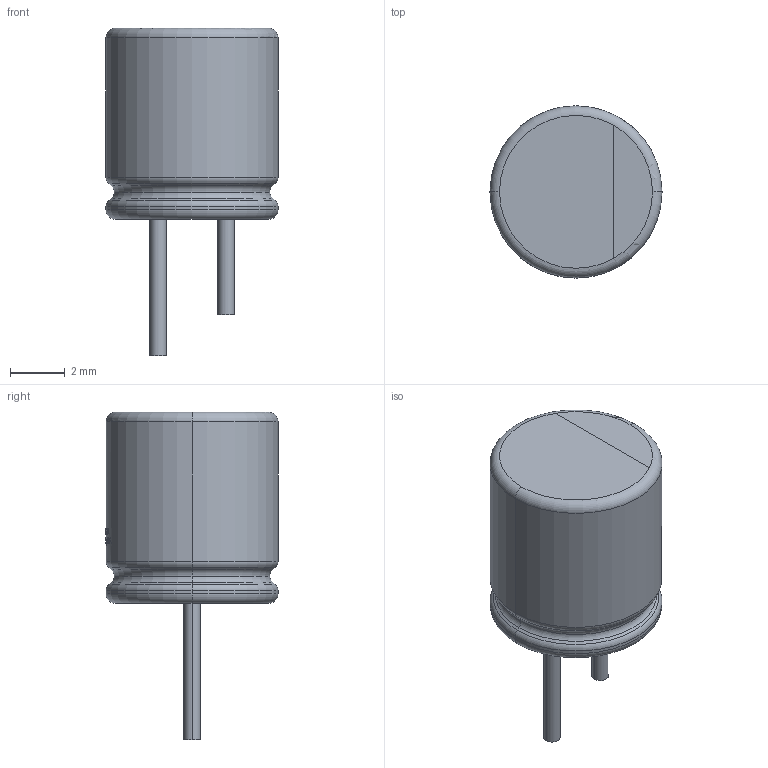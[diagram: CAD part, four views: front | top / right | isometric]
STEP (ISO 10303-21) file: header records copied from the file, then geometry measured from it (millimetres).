
FILE_DESCRIPTION (( 'STEP AP214' ), '1' );
FILE_NAME ('CAP-TH_BD6.3-P2.50-D0.6-FD-1.step', '2022-07-01T07:26:07', ( '' ), ( '' ), 'SwSTEP 2.0', 'SolidWorks 2020', '' );
FILE_SCHEMA (( 'AUTOMOTIVE_DESIGN' ));
Length unit declared in the file: millimetre
Products named in the file (1): CAP-TH_BD6.3-P2.50-D0.6-FD-1
Bounding box: 6.3 x 6.3 x 12 mm (x, y, z)
Volume: 214.4 mm3; surface area: 215.8 mm2
Topology: 1 solids, 1 shells, 256 faces, 678 edges, 446 vertices
Faces by surface type: plane 113, bspline 98, cylinder 29, torus 12, cone 4
Entity records: 12542 total; most frequent: CARTESIAN_POINT 4611, ORIENTED_EDGE 1356, EDGE_CURVE 678, DIRECTION 634, VERTEX_POINT 446, EDGE_LOOP 278, UNCERTAINTY_MEASURE_WITH_UNIT 259, FILL_AREA_STYLE 258
